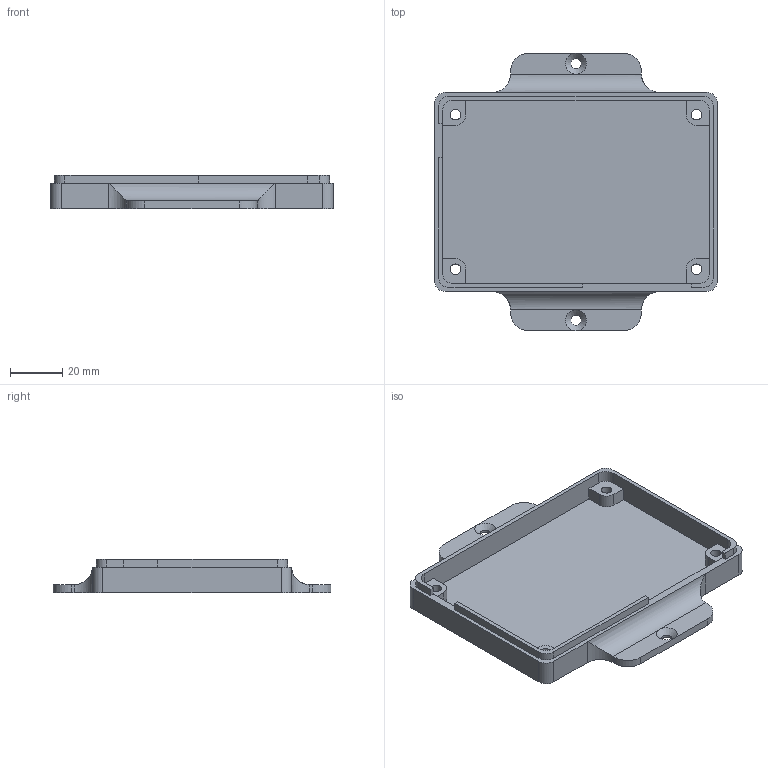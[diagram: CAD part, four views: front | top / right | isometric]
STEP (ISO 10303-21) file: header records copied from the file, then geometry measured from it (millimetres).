
FILE_DESCRIPTION(/* description */ ('STEP AP242','CAx-IF Rec.Pracs.---Representation and Presentation of Product Manufacturing Information (PMI)---4.0---2014-10-13','CAx-IF Rec.Pracs.---3D Tessellated Geometry---0.4---2014-09-14','2;1'),/* implementation_level */ '2;1');
FILE_NAME(/* name */ '67b75a962735e12cfe053e8b',/* time_stamp */ '2025-02-20T16:38:47Z',/* author */ (''),/* organization */ (''),/* preprocessor_version */ 'ST-DEVELOPER v20',/* originating_system */ 'ONSHAPE BY PTC INC, 1.193',/* authorisation */ ' ');
FILE_SCHEMA (('AP242_MANAGED_MODEL_BASED_3D_ENGINEERING_MIM_LF { 1 0 10303 442 1 1 4 }'));
Length unit declared in the file: millimetre
Products named in the file (1): Boden
Bounding box: 108 x 106 x 12.6 mm (x, y, z)
Volume: 39538.7 mm3; surface area: 26894.4 mm2
Topology: 1 solids, 1 shells, 85 faces, 240 edges, 156 vertices
Faces by surface type: plane 47, cylinder 32, cone 6
Full cylindrical faces by diameter (mm): 4 x6
Entity records: 2720 total; most frequent: CARTESIAN_POINT 472, DIRECTION 468, ORIENTED_EDGE 452, EDGE_CURVE 226, AXIS2_PLACEMENT_3D 158, VERTEX_POINT 154, LINE 152, VECTOR 152
